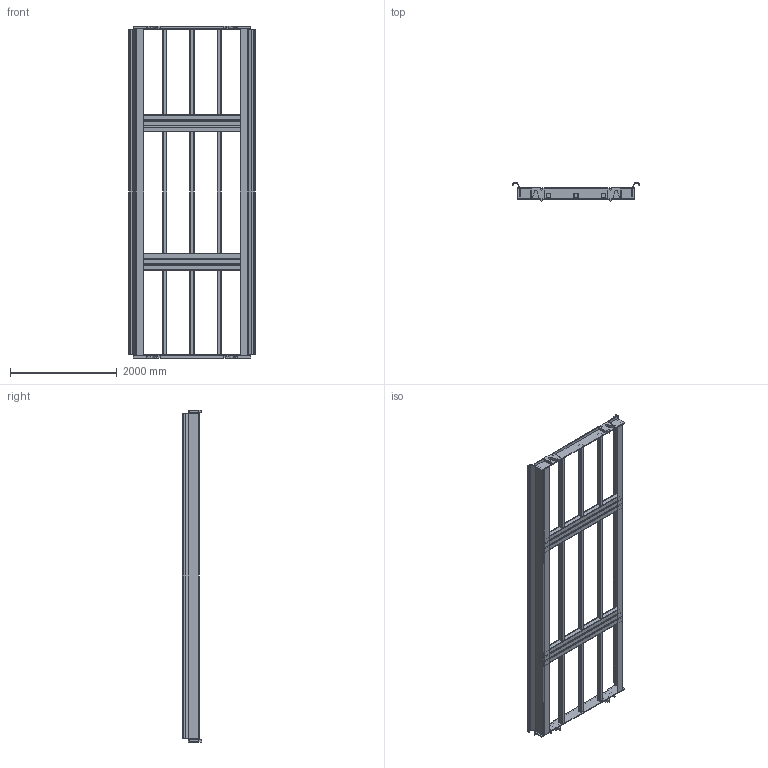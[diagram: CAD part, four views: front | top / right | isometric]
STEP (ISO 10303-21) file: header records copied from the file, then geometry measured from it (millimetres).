
FILE_DESCRIPTION (( 'STEP AP203' ), '1' );
FILE_NAME ('ASSEMBLY CASSETE_04.STEP', '2008-11-17T05:25:41', ( 'De heer R. Tollenaar' ), ( 'Tollenaar Techniek&Staalbewerking' ), 'SwSTEP 2.0', 'SolidWorks 2007', '' );
FILE_SCHEMA (( 'CONFIG_CONTROL_DESIGN' ));
Length unit declared in the file: millimetre
Products named in the file (6): ASSEMBLY CASSETE_04; CassetteDwarsLigger2100; Voorplaat; CassetteZijplaat; CassetteOphangBlock; CassetteLangsLigger
Assembly tree (17 placements, depth 2):
  ASSEMBLY CASSETE_04
    CassetteDwarsLigger2100  x6
    CassetteOphangBlock  x4
    Voorplaat  x2
    CassetteZijplaat  x2
    CassetteLangsLigger  x3
Bounding box: 2366 x 357.98 x 6232 mm (x, y, z)
Volume: 142703786 mm3; surface area: 36698198.7 mm2
Topology: 17 solids, 17 shells, 346 faces, 932 edges, 620 vertices
Faces by surface type: plane 254, cylinder 92
Entity records: 4330 total; most frequent: CARTESIAN_POINT 602, DIRECTION 590, ORIENTED_EDGE 572, EDGE_CURVE 286, VECTOR 234, LINE 234, VERTEX_POINT 190, AXIS2_PLACEMENT_3D 178
